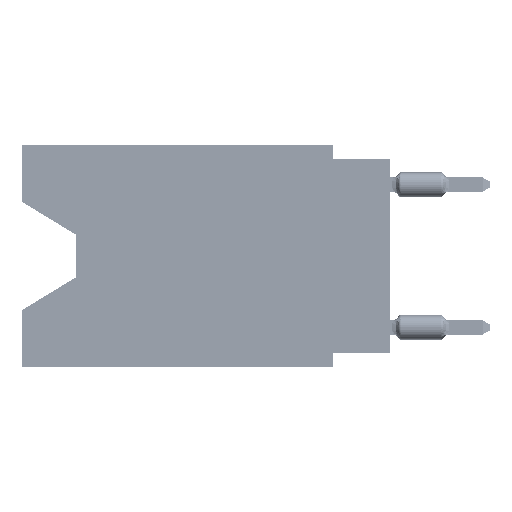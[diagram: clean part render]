
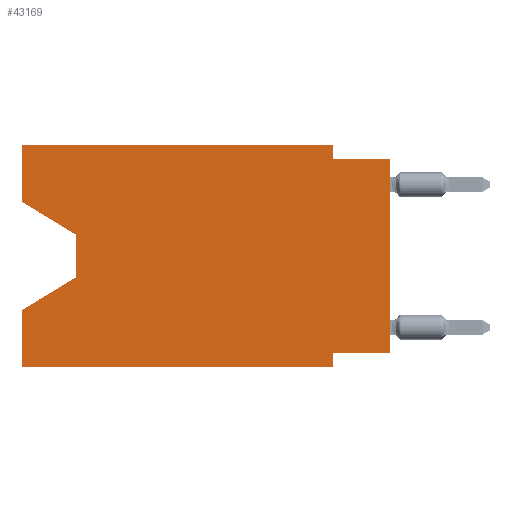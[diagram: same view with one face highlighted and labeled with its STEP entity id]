
A CAD part, left-side view. The second image highlights one B-rep face of the part: STEP entity #43169.
In plain terms, the highlighted planar face has unit normal (-1, 0, 0).
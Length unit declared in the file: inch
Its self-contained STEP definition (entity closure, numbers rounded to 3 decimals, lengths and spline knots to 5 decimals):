
#825 = VECTOR ( 'NONE', #60820, 39.37008 ) ;
#1344 = EDGE_CURVE ( 'NONE', #33434, #54164, #24730, .T. ) ;
#2479 = VERTEX_POINT ( 'NONE', #87091 ) ;
#3441 = VERTEX_POINT ( 'NONE', #41061 ) ;
#4246 = LINE ( 'NONE', #16830, #76023 ) ;
#4985 = ORIENTED_EDGE ( 'NONE', *, *, #18267, .F. ) ;
#7912 = CARTESIAN_POINT ( 'NONE',  ( 0., 0.645, -0.39 ) ) ;
#7950 = EDGE_CURVE ( 'NONE', #23396, #79325, #46218, .T. ) ;
#8413 = VECTOR ( 'NONE', #8901, 39.37008 ) ;
#8901 = DIRECTION ( 'NONE',  ( 0., -1., 0. ) ) ;
#9364 = CARTESIAN_POINT ( 'NONE',  ( 0., 0., -0.365 ) ) ;
#9960 = CARTESIAN_POINT ( 'NONE',  ( 0., 0.645, 0. ) ) ;
#10522 = ORIENTED_EDGE ( 'NONE', *, *, #84156, .T. ) ;
#12276 = EDGE_CURVE ( 'NONE', #60275, #3441, #80006, .T. ) ;
#13372 = LINE ( 'NONE', #40731, #44374 ) ;
#14975 = EDGE_LOOP ( 'NONE', ( #74363, #63955, #10522, #42283, #22822, #71731, #17834, #50950, #54345, #55208, #4985, #27290 ) ) ;
#16029 = CARTESIAN_POINT ( 'NONE',  ( 0., 0.1, -0.39 ) ) ;
#16830 = CARTESIAN_POINT ( 'NONE',  ( 0., 0., -0.365 ) ) ;
#17523 = FACE_OUTER_BOUND ( 'NONE', #14975, .T. ) ;
#17676 = EDGE_CURVE ( 'NONE', #38748, #2479, #83394, .T. ) ;
#17834 = ORIENTED_EDGE ( 'NONE', *, *, #62138, .F. ) ;
#18154 = VECTOR ( 'NONE', #34524, 39.37008 ) ;
#18219 = EDGE_CURVE ( 'NONE', #3441, #42515, #72404, .T. ) ;
#18267 = EDGE_CURVE ( 'NONE', #37466, #23396, #38738, .T. ) ;
#19445 = DIRECTION ( 'NONE',  ( 0., -0.855, -0.519 ) ) ;
#19798 = VECTOR ( 'NONE', #69342, 39.37008 ) ;
#20128 = CARTESIAN_POINT ( 'NONE',  ( 0., 0.1, -0.025 ) ) ;
#20486 = DIRECTION ( 'NONE',  ( 0., 0., -1. ) ) ;
#21956 = CARTESIAN_POINT ( 'NONE',  ( 0., 0., 0. ) ) ;
#22169 = CARTESIAN_POINT ( 'NONE',  ( 0., 0.1, 0. ) ) ;
#22228 = CARTESIAN_POINT ( 'NONE',  ( 0., 0.645, 0. ) ) ;
#22672 = LINE ( 'NONE', #22228, #19798 ) ;
#22822 = ORIENTED_EDGE ( 'NONE', *, *, #68363, .T. ) ;
#23396 = VERTEX_POINT ( 'NONE', #22169 ) ;
#23973 = VECTOR ( 'NONE', #59374, 39.37008 ) ;
#24730 = LINE ( 'NONE', #9960, #67620 ) ;
#27164 = CARTESIAN_POINT ( 'NONE',  ( 0., 0., -0.025 ) ) ;
#27243 = DIRECTION ( 'NONE',  ( 0., 0.855, -0.519 ) ) ;
#27290 = ORIENTED_EDGE ( 'NONE', *, *, #82762, .F. ) ;
#30286 = DIRECTION ( 'NONE',  ( 0., 1., 0. ) ) ;
#31139 = CARTESIAN_POINT ( 'NONE',  ( 0., 0.55, -0.158 ) ) ;
#33434 = VERTEX_POINT ( 'NONE', #7912 ) ;
#33523 = AXIS2_PLACEMENT_3D ( 'NONE', #53376, #46190, #65953 ) ;
#34524 = DIRECTION ( 'NONE',  ( 0., 0., 1. ) ) ;
#36481 = CARTESIAN_POINT ( 'NONE',  ( 0., 0.645, -0.10025 ) ) ;
#37466 = VERTEX_POINT ( 'NONE', #73329 ) ;
#38738 = LINE ( 'NONE', #46341, #85577 ) ;
#38748 = VERTEX_POINT ( 'NONE', #9364 ) ;
#39358 = CARTESIAN_POINT ( 'NONE',  ( 0., 0.55, -0.232 ) ) ;
#40731 = CARTESIAN_POINT ( 'NONE',  ( 0., 0.55, -0.232 ) ) ;
#41061 = CARTESIAN_POINT ( 'NONE',  ( 0., 0.55, -0.158 ) ) ;
#41111 = LINE ( 'NONE', #75642, #75949 ) ;
#41517 = VERTEX_POINT ( 'NONE', #87574 ) ;
#42283 = ORIENTED_EDGE ( 'NONE', *, *, #1344, .F. ) ;
#42515 = VERTEX_POINT ( 'NONE', #39358 ) ;
#43169 = ADVANCED_FACE ( 'NONE', ( #17523 ), #78980, .F. ) ;
#44374 = VECTOR ( 'NONE', #27243, 39.37008 ) ;
#46190 = DIRECTION ( 'NONE',  ( 1., 0., 0. ) ) ;
#46218 = LINE ( 'NONE', #53411, #56373 ) ;
#46338 = CARTESIAN_POINT ( 'NONE',  ( 0., 0.645, -0.10025 ) ) ;
#46341 = CARTESIAN_POINT ( 'NONE',  ( 0., 0.645, 0. ) ) ;
#50950 = ORIENTED_EDGE ( 'NONE', *, *, #17676, .T. ) ;
#53376 = CARTESIAN_POINT ( 'NONE',  ( 0., 0.645, 0. ) ) ;
#53411 = CARTESIAN_POINT ( 'NONE',  ( 0., 0.1, 0. ) ) ;
#54164 = VERTEX_POINT ( 'NONE', #86001 ) ;
#54345 = ORIENTED_EDGE ( 'NONE', *, *, #78558, .F. ) ;
#55208 = ORIENTED_EDGE ( 'NONE', *, *, #7950, .F. ) ;
#56373 = VECTOR ( 'NONE', #80775, 39.37008 ) ;
#58044 = DIRECTION ( 'NONE',  ( 0., -1., 0. ) ) ;
#58807 = DIRECTION ( 'NONE',  ( 0., 0., 1. ) ) ;
#59374 = DIRECTION ( 'NONE',  ( 0., 0., -1. ) ) ;
#60275 = VERTEX_POINT ( 'NONE', #36481 ) ;
#60820 = DIRECTION ( 'NONE',  ( 0., -1., 0. ) ) ;
#61636 = VERTEX_POINT ( 'NONE', #16029 ) ;
#62138 = EDGE_CURVE ( 'NONE', #38748, #41517, #4246, .T. ) ;
#63955 = ORIENTED_EDGE ( 'NONE', *, *, #18219, .T. ) ;
#65387 = CARTESIAN_POINT ( 'NONE',  ( 0., 0.645, -0.39 ) ) ;
#65953 = DIRECTION ( 'NONE',  ( 0., 0., -1. ) ) ;
#67131 = LINE ( 'NONE', #27164, #825 ) ;
#67620 = VECTOR ( 'NONE', #58807, 39.37008 ) ;
#68363 = EDGE_CURVE ( 'NONE', #33434, #61636, #71237, .T. ) ;
#69342 = DIRECTION ( 'NONE',  ( 0., 0., 1. ) ) ;
#69759 = EDGE_CURVE ( 'NONE', #41517, #61636, #41111, .T. ) ;
#71237 = LINE ( 'NONE', #65387, #8413 ) ;
#71731 = ORIENTED_EDGE ( 'NONE', *, *, #69759, .F. ) ;
#72404 = LINE ( 'NONE', #31139, #23973 ) ;
#73329 = CARTESIAN_POINT ( 'NONE',  ( 0., 0.645, 0. ) ) ;
#74363 = ORIENTED_EDGE ( 'NONE', *, *, #12276, .T. ) ;
#75642 = CARTESIAN_POINT ( 'NONE',  ( 0., 0.1, -0.39 ) ) ;
#75949 = VECTOR ( 'NONE', #20486, 39.37008 ) ;
#76023 = VECTOR ( 'NONE', #30286, 39.37008 ) ;
#78558 = EDGE_CURVE ( 'NONE', #79325, #2479, #67131, .T. ) ;
#78980 = PLANE ( 'NONE',  #33523 ) ;
#79325 = VERTEX_POINT ( 'NONE', #20128 ) ;
#80006 = LINE ( 'NONE', #46338, #80509 ) ;
#80509 = VECTOR ( 'NONE', #19445, 39.37008 ) ;
#80775 = DIRECTION ( 'NONE',  ( 0., 0., -1. ) ) ;
#82762 = EDGE_CURVE ( 'NONE', #60275, #37466, #22672, .T. ) ;
#83394 = LINE ( 'NONE', #21956, #18154 ) ;
#84156 = EDGE_CURVE ( 'NONE', #42515, #54164, #13372, .T. ) ;
#85577 = VECTOR ( 'NONE', #58044, 39.37008 ) ;
#86001 = CARTESIAN_POINT ( 'NONE',  ( 0., 0.645, -0.28975 ) ) ;
#87091 = CARTESIAN_POINT ( 'NONE',  ( 0., 0., -0.025 ) ) ;
#87574 = CARTESIAN_POINT ( 'NONE',  ( 0., 0.1, -0.365 ) ) ;
